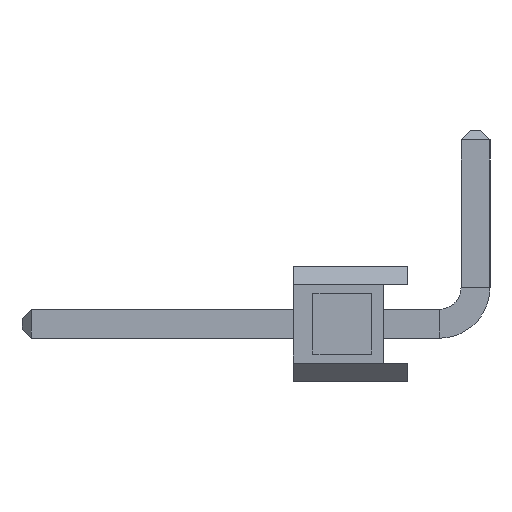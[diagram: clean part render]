
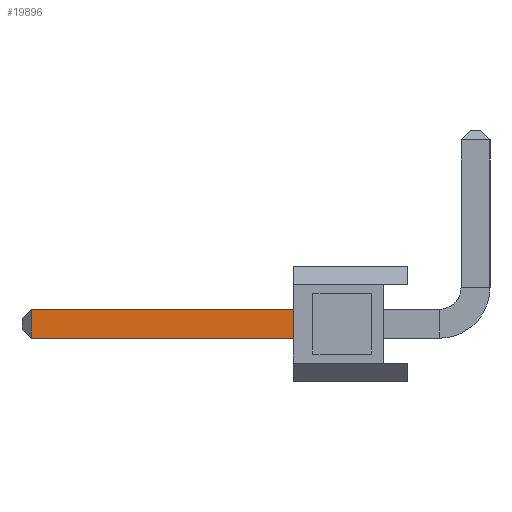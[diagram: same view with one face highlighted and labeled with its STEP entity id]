
A CAD part, left-side view. The second image highlights one B-rep face of the part: STEP entity #19896.
In plain terms, the highlighted planar face has unit normal (-1, 0, 0).
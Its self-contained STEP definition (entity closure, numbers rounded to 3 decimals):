
#4032 = CARTESIAN_POINT ( 'NONE',  ( -0.32, 8.34, -0.32 ) ) ;
#5271 = VECTOR ( 'NONE', #12214, 1000. ) ;
#7671 = CARTESIAN_POINT ( 'NONE',  ( -0.32, -0.7, -0.32 ) ) ;
#7951 = CARTESIAN_POINT ( 'NONE',  ( -0.32, -0.7, 0.32 ) ) ;
#8500 = ORIENTED_EDGE ( 'NONE', *, *, #30524, .F. ) ;
#8590 = CARTESIAN_POINT ( 'NONE',  ( -0.32, 2.54, 0.32 ) ) ;
#11457 = LINE ( 'NONE', #4032, #23262 ) ;
#11816 = VERTEX_POINT ( 'NONE', #33710 ) ;
#12214 = DIRECTION ( 'NONE',  ( 0., 0., -1. ) ) ;
#12338 = EDGE_CURVE ( 'NONE', #19470, #30610, #33880, .T. ) ;
#17082 = EDGE_CURVE ( 'NONE', #30610, #24544, #11457, .T. ) ;
#17676 = CARTESIAN_POINT ( 'NONE',  ( -0.32, -0.7, -0.32 ) ) ;
#18411 = CARTESIAN_POINT ( 'NONE',  ( -0.32, 2.54, 0. ) ) ;
#18965 = ORIENTED_EDGE ( 'NONE', *, *, #12338, .T. ) ;
#19470 = VERTEX_POINT ( 'NONE', #8590 ) ;
#19481 = DIRECTION ( 'NONE',  ( 0., 1., 0. ) ) ;
#19896 = ADVANCED_FACE ( 'NONE', ( #37435 ), #21869, .T. ) ;
#21763 = LINE ( 'NONE', #17676, #30415 ) ;
#21869 = PLANE ( 'NONE',  #34617 ) ;
#22746 = ORIENTED_EDGE ( 'NONE', *, *, #26446, .F. ) ;
#23262 = VECTOR ( 'NONE', #33509, 1000. ) ;
#24293 = CARTESIAN_POINT ( 'NONE',  ( -0.32, 8.34, 0.32 ) ) ;
#24544 = VERTEX_POINT ( 'NONE', #37452 ) ;
#26446 = EDGE_CURVE ( 'NONE', #19470, #11816, #28356, .T. ) ;
#26496 = ORIENTED_EDGE ( 'NONE', *, *, #17082, .T. ) ;
#28356 = LINE ( 'NONE', #18411, #5271 ) ;
#30415 = VECTOR ( 'NONE', #35053, 1000. ) ;
#30524 = EDGE_CURVE ( 'NONE', #11816, #24544, #21763, .T. ) ;
#30610 = VERTEX_POINT ( 'NONE', #24293 ) ;
#31831 = EDGE_LOOP ( 'NONE', ( #18965, #26496, #8500, #22746 ) ) ;
#32970 = VECTOR ( 'NONE', #19481, 1000. ) ;
#33509 = DIRECTION ( 'NONE',  ( 0., 0., -1. ) ) ;
#33710 = CARTESIAN_POINT ( 'NONE',  ( -0.32, 2.54, -0.32 ) ) ;
#33880 = LINE ( 'NONE', #7951, #32970 ) ;
#34617 = AXIS2_PLACEMENT_3D ( 'NONE', #7671, #36830, #36949 ) ;
#35053 = DIRECTION ( 'NONE',  ( 0., 1., 0. ) ) ;
#36830 = DIRECTION ( 'NONE',  ( -1., 0., 0. ) ) ;
#36949 = DIRECTION ( 'NONE',  ( 0., 0., 1. ) ) ;
#37435 = FACE_OUTER_BOUND ( 'NONE', #31831, .T. ) ;
#37452 = CARTESIAN_POINT ( 'NONE',  ( -0.32, 8.34, -0.32 ) ) ;
